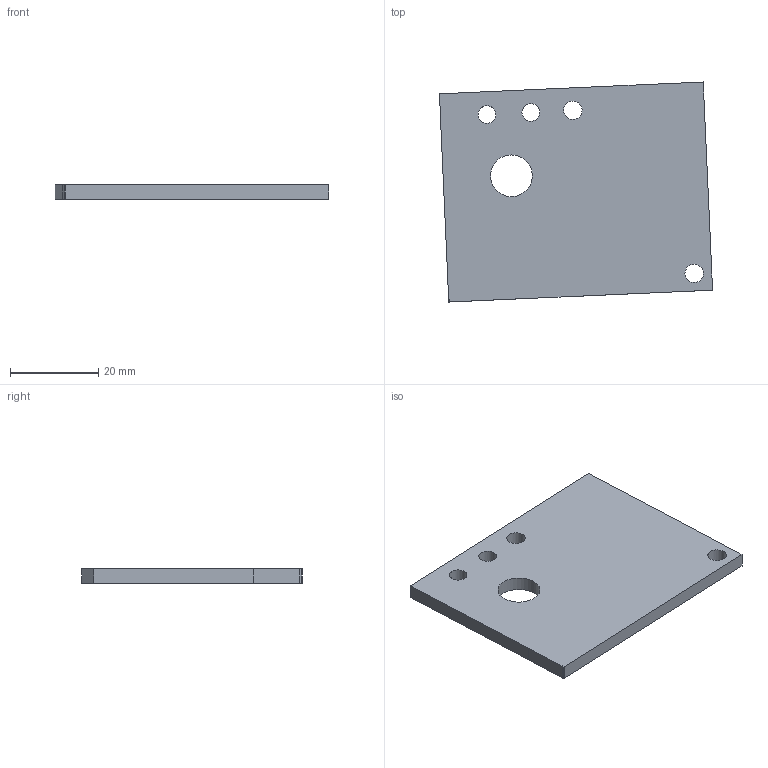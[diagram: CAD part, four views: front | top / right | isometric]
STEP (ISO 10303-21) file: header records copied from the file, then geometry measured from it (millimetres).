
FILE_DESCRIPTION(/* description */ (''),/* implementation_level */ '2;1');
FILE_NAME(/* name */ '',/* time_stamp */ '2025-01-08T21:11:38+03:00',/* author */ ('GameHD'),/* organization */ (''),/* preprocessor_version */ 'ST-DEVELOPER v20',/* originating_system */ 'Autodesk Inventor 2025',/* authorisation */ '');
FILE_SCHEMA (('AUTOMOTIVE_DESIGN { 1 0 10303 214 3 1 1 }'));
Length unit declared in the file: millimetre
Products named in the file (1): держать писюны 
2ч_MIR1_MIR
Bounding box: 62.06 x 49.99 x 3.2 mm (x, y, z)
Volume: 8695.2 mm3; surface area: 6385 mm2
Topology: 1 solids, 1 shells, 17 faces, 45 edges, 31 vertices
Faces by surface type: plane 11, cylinder 6
Full cylindrical faces by diameter (mm): 4 x2, 4.2 x2, 9.5 x1
Entity records: 605 total; most frequent: CARTESIAN_POINT 94, DIRECTION 93, ORIENTED_EDGE 90, EDGE_CURVE 45, LINE 33, VECTOR 33, VERTEX_POINT 30, AXIS2_PLACEMENT_3D 30
